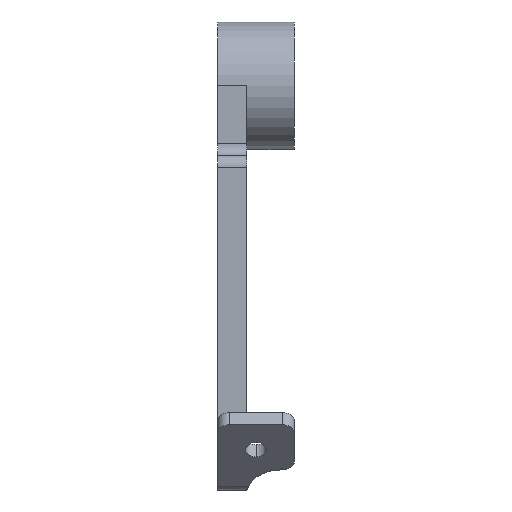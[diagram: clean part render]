
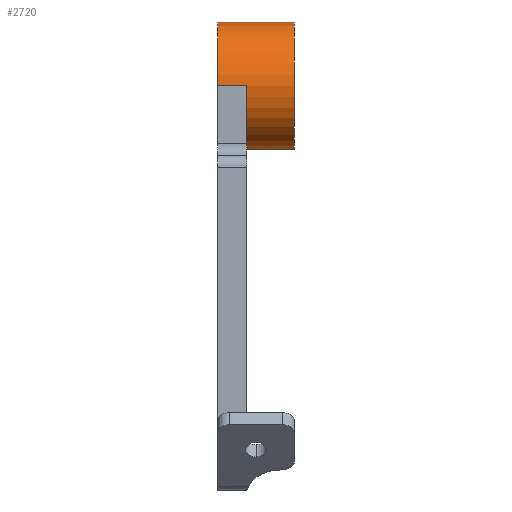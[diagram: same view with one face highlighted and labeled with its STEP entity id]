
A CAD part, left-side view. The second image highlights one B-rep face of the part: STEP entity #2720.
In plain terms, the highlighted cylindrical face has radius 11 mm (diameter 22 mm), a partial arc.
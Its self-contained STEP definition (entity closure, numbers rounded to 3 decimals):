
#3 = CYLINDRICAL_SURFACE ( 'NONE', #3624, 11. ) ;
#93 = LINE ( 'NONE', #404, #3415 ) ;
#191 = ORIENTED_EDGE ( 'NONE', *, *, #1713, .T. ) ;
#279 = DIRECTION ( 'NONE',  ( 0., 0., -1. ) ) ;
#404 = CARTESIAN_POINT ( 'NONE',  ( -11., 8.2, 0. ) ) ;
#415 = ORIENTED_EDGE ( 'NONE', *, *, #1970, .F. ) ;
#417 = CIRCLE ( 'NONE', #3805, 11. ) ;
#508 = CARTESIAN_POINT ( 'NONE',  ( 0., 13.2, 11. ) ) ;
#528 = DIRECTION ( 'NONE',  ( 0., 0., 1. ) ) ;
#639 = EDGE_CURVE ( 'NONE', #1206, #1090, #2765, .T. ) ;
#726 = CARTESIAN_POINT ( 'NONE',  ( 0., 0., -11. ) ) ;
#778 = EDGE_LOOP ( 'NONE', ( #993, #3351, #415, #2864, #1360, #191 ) ) ;
#852 = CARTESIAN_POINT ( 'NONE',  ( -11., 13.2, 0. ) ) ;
#988 = VERTEX_POINT ( 'NONE', #852 ) ;
#993 = ORIENTED_EDGE ( 'NONE', *, *, #1528, .F. ) ;
#1063 = CARTESIAN_POINT ( 'NONE',  ( 0., 13.2, 11. ) ) ;
#1090 = VERTEX_POINT ( 'NONE', #2848 ) ;
#1103 = LINE ( 'NONE', #508, #1609 ) ;
#1206 = VERTEX_POINT ( 'NONE', #3544 ) ;
#1360 = ORIENTED_EDGE ( 'NONE', *, *, #1556, .T. ) ;
#1430 = CARTESIAN_POINT ( 'NONE',  ( 0., 13.2, 0. ) ) ;
#1490 = CIRCLE ( 'NONE', #3018, 11. ) ;
#1514 = DIRECTION ( 'NONE',  ( 0., 1., 0. ) ) ;
#1528 = EDGE_CURVE ( 'NONE', #3466, #3973, #1103, .T. ) ;
#1556 = EDGE_CURVE ( 'NONE', #1206, #1846, #2381, .T. ) ;
#1582 = DIRECTION ( 'NONE',  ( 0., 1., 0. ) ) ;
#1609 = VECTOR ( 'NONE', #2084, 1000. ) ;
#1713 = EDGE_CURVE ( 'NONE', #1846, #3973, #417, .T. ) ;
#1846 = VERTEX_POINT ( 'NONE', #726 ) ;
#1855 = CARTESIAN_POINT ( 'NONE',  ( 0., 13.2, 0. ) ) ;
#1970 = EDGE_CURVE ( 'NONE', #1090, #988, #93, .T. ) ;
#2006 = DIRECTION ( 'NONE',  ( 0., 1., 0. ) ) ;
#2030 = AXIS2_PLACEMENT_3D ( 'NONE', #3577, #2006, #2969 ) ;
#2049 = CARTESIAN_POINT ( 'NONE',  ( 0., 0., 11. ) ) ;
#2084 = DIRECTION ( 'NONE',  ( 0., -1., 0. ) ) ;
#2112 = EDGE_CURVE ( 'NONE', #988, #3466, #1490, .T. ) ;
#2151 = VECTOR ( 'NONE', #3706, 1000. ) ;
#2381 = LINE ( 'NONE', #3997, #2151 ) ;
#2720 = ADVANCED_FACE ( 'NONE', ( #2850 ), #3, .T. ) ;
#2765 = CIRCLE ( 'NONE', #2030, 11. ) ;
#2848 = CARTESIAN_POINT ( 'NONE',  ( -11., 8.2, 0. ) ) ;
#2850 = FACE_OUTER_BOUND ( 'NONE', #778, .T. ) ;
#2864 = ORIENTED_EDGE ( 'NONE', *, *, #639, .F. ) ;
#2969 = DIRECTION ( 'NONE',  ( 0., 0., 1. ) ) ;
#3018 = AXIS2_PLACEMENT_3D ( 'NONE', #1430, #1514, #528 ) ;
#3142 = CARTESIAN_POINT ( 'NONE',  ( 0., 0., 0. ) ) ;
#3351 = ORIENTED_EDGE ( 'NONE', *, *, #2112, .F. ) ;
#3415 = VECTOR ( 'NONE', #3594, 1000. ) ;
#3423 = DIRECTION ( 'NONE',  ( 0., -1., 0. ) ) ;
#3466 = VERTEX_POINT ( 'NONE', #1063 ) ;
#3544 = CARTESIAN_POINT ( 'NONE',  ( 0., 8.2, -11. ) ) ;
#3577 = CARTESIAN_POINT ( 'NONE',  ( 0., 8.2, 0. ) ) ;
#3594 = DIRECTION ( 'NONE',  ( 0., 1., 0. ) ) ;
#3624 = AXIS2_PLACEMENT_3D ( 'NONE', #1855, #3423, #279 ) ;
#3706 = DIRECTION ( 'NONE',  ( 0., -1., 0. ) ) ;
#3773 = DIRECTION ( 'NONE',  ( 0., 0., 1. ) ) ;
#3805 = AXIS2_PLACEMENT_3D ( 'NONE', #3142, #1582, #3773 ) ;
#3973 = VERTEX_POINT ( 'NONE', #2049 ) ;
#3997 = CARTESIAN_POINT ( 'NONE',  ( 0., 13.2, -11. ) ) ;
